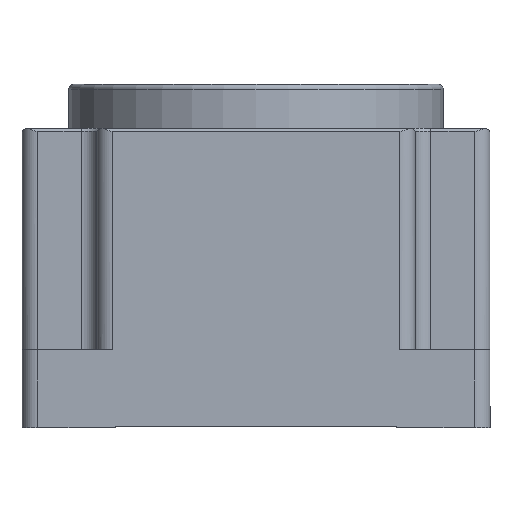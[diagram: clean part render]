
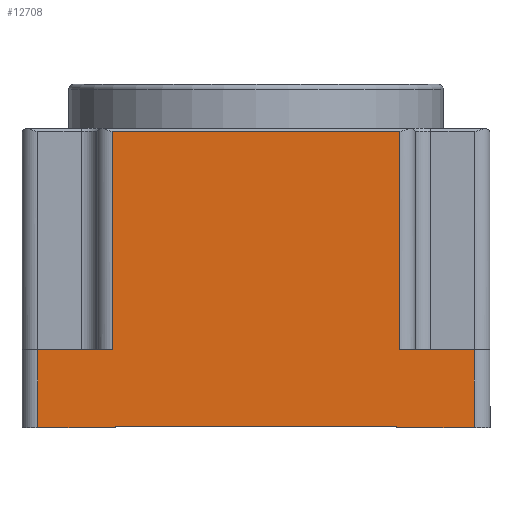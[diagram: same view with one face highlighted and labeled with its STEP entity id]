
A CAD part, left-side view. The second image highlights one B-rep face of the part: STEP entity #12708.
In plain terms, the highlighted planar face has unit normal (-1, 0, 0).
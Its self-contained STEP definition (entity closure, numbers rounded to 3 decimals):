
#17 = DIRECTION ( 'NONE',  ( 0., 0., -1. ) ) ;
#38 = DIRECTION ( 'NONE',  ( 1., 0., 0. ) ) ;
#62 = CARTESIAN_POINT ( 'NONE',  ( -75., -75., 96. ) ) ;
#91 = PLANE ( 'NONE',  #18508 ) ;
#110 = FACE_OUTER_BOUND ( 'NONE', #6560, .T. ) ;
#705 = ORIENTED_EDGE ( 'NONE', *, *, #1173, .T. ) ;
#1173 = EDGE_CURVE ( 'NONE', #32542, #12061, #35072, .T. ) ;
#1967 = CARTESIAN_POINT ( 'NONE',  ( -75., 46., 25. ) ) ;
#2013 = DIRECTION ( 'NONE',  ( 0., -1., 0. ) ) ;
#2058 = CARTESIAN_POINT ( 'NONE',  ( -75., -75., 25. ) ) ;
#2111 = LINE ( 'NONE', #2058, #12104 ) ;
#2774 = EDGE_CURVE ( 'NONE', #25122, #34115, #10091, .T. ) ;
#6131 = DIRECTION ( 'NONE',  ( 0., 1., 0. ) ) ;
#6192 = CARTESIAN_POINT ( 'NONE',  ( -75., -45., 0.5 ) ) ;
#6228 = LINE ( 'NONE', #6192, #18206 ) ;
#6560 = EDGE_LOOP ( 'NONE', ( #21063, #21170, #20581, #20325, #20188, #19703, #19614, #19480, #19448, #705, #32625, #28553 ) ) ;
#8583 = EDGE_CURVE ( 'NONE', #29560, #25122, #22942, .T. ) ;
#9101 = VECTOR ( 'NONE', #26337, 1000. ) ;
#10050 = DIRECTION ( 'NONE',  ( 0., 1., 0. ) ) ;
#10064 = CARTESIAN_POINT ( 'NONE',  ( -75., 51., 95. ) ) ;
#10091 = LINE ( 'NONE', #10064, #26834 ) ;
#10436 = EDGE_CURVE ( 'NONE', #32542, #25931, #36033, .T. ) ;
#10519 = CARTESIAN_POINT ( 'NONE',  ( -75., -70., 25. ) ) ;
#10782 = DIRECTION ( 'NONE',  ( 0., 0., -1. ) ) ;
#10818 = CARTESIAN_POINT ( 'NONE',  ( -75., -45., 0.5 ) ) ;
#10832 = LINE ( 'NONE', #10818, #17413 ) ;
#10870 = CARTESIAN_POINT ( 'NONE',  ( -75., 46., 95. ) ) ;
#10907 = VECTOR ( 'NONE', #34930, 1000. ) ;
#11025 = VERTEX_POINT ( 'NONE', #25674 ) ;
#11124 = CARTESIAN_POINT ( 'NONE',  ( -75., 70., 0. ) ) ;
#12061 = VERTEX_POINT ( 'NONE', #11124 ) ;
#12104 = VECTOR ( 'NONE', #2013, 1000. ) ;
#12582 = VECTOR ( 'NONE', #19551, 1000. ) ;
#12708 = ADVANCED_FACE ( 'NONE', ( #110 ), #91, .F. ) ;
#13690 = EDGE_CURVE ( 'NONE', #30724, #31278, #26358, .T. ) ;
#14111 = VECTOR ( 'NONE', #25457, 1000. ) ;
#14300 = CARTESIAN_POINT ( 'NONE',  ( -75., -46., 95. ) ) ;
#14493 = CARTESIAN_POINT ( 'NONE',  ( -75., -45., 0.5 ) ) ;
#14974 = CARTESIAN_POINT ( 'NONE',  ( -75., -70., 0. ) ) ;
#17413 = VECTOR ( 'NONE', #10782, 1000. ) ;
#18206 = VECTOR ( 'NONE', #6131, 1000. ) ;
#18508 = AXIS2_PLACEMENT_3D ( 'NONE', #62, #38, #17 ) ;
#19448 = ORIENTED_EDGE ( 'NONE', *, *, #10436, .F. ) ;
#19480 = ORIENTED_EDGE ( 'NONE', *, *, #21489, .T. ) ;
#19551 = DIRECTION ( 'NONE',  ( 0., 0., 1. ) ) ;
#19558 = CARTESIAN_POINT ( 'NONE',  ( -75., -70., 96. ) ) ;
#19589 = LINE ( 'NONE', #19558, #12582 ) ;
#19614 = ORIENTED_EDGE ( 'NONE', *, *, #2774, .T. ) ;
#19703 = ORIENTED_EDGE ( 'NONE', *, *, #8583, .T. ) ;
#20188 = ORIENTED_EDGE ( 'NONE', *, *, #23283, .F. ) ;
#20325 = ORIENTED_EDGE ( 'NONE', *, *, #33556, .T. ) ;
#20581 = ORIENTED_EDGE ( 'NONE', *, *, #13690, .T. ) ;
#20612 = CARTESIAN_POINT ( 'NONE',  ( -75., -45., 0. ) ) ;
#20907 = VECTOR ( 'NONE', #35964, 1000. ) ;
#21063 = ORIENTED_EDGE ( 'NONE', *, *, #28484, .F. ) ;
#21170 = ORIENTED_EDGE ( 'NONE', *, *, #34118, .T. ) ;
#21489 = EDGE_CURVE ( 'NONE', #34115, #25931, #30908, .T. ) ;
#22194 = VECTOR ( 'NONE', #30870, 1000. ) ;
#22919 = DIRECTION ( 'NONE',  ( 0., 0., 1. ) ) ;
#22929 = CARTESIAN_POINT ( 'NONE',  ( -75., -46., 96. ) ) ;
#22942 = LINE ( 'NONE', #22929, #23885 ) ;
#23283 = EDGE_CURVE ( 'NONE', #29560, #25395, #2111, .T. ) ;
#23885 = VECTOR ( 'NONE', #22919, 1000. ) ;
#24301 = DIRECTION ( 'NONE',  ( 0., 0., -1. ) ) ;
#24307 = CARTESIAN_POINT ( 'NONE',  ( -75., 45., 0.5 ) ) ;
#24319 = LINE ( 'NONE', #24307, #36199 ) ;
#25107 = VERTEX_POINT ( 'NONE', #14493 ) ;
#25122 = VERTEX_POINT ( 'NONE', #14300 ) ;
#25395 = VERTEX_POINT ( 'NONE', #10519 ) ;
#25457 = DIRECTION ( 'NONE',  ( 0., -1., 0. ) ) ;
#25525 = CARTESIAN_POINT ( 'NONE',  ( -75., -75., 0. ) ) ;
#25544 = LINE ( 'NONE', #25525, #14111 ) ;
#25674 = CARTESIAN_POINT ( 'NONE',  ( -75., 45., 0. ) ) ;
#25931 = VERTEX_POINT ( 'NONE', #1967 ) ;
#26337 = DIRECTION ( 'NONE',  ( 0., -1., 0. ) ) ;
#26345 = CARTESIAN_POINT ( 'NONE',  ( -75., -75., 0. ) ) ;
#26358 = LINE ( 'NONE', #26345, #9101 ) ;
#26834 = VECTOR ( 'NONE', #10050, 1000. ) ;
#27132 = EDGE_CURVE ( 'NONE', #35805, #11025, #24319, .T. ) ;
#28484 = EDGE_CURVE ( 'NONE', #25107, #35805, #6228, .T. ) ;
#28553 = ORIENTED_EDGE ( 'NONE', *, *, #27132, .F. ) ;
#29560 = VERTEX_POINT ( 'NONE', #31630 ) ;
#29847 = CARTESIAN_POINT ( 'NONE',  ( -75., 45., 0.5 ) ) ;
#30724 = VERTEX_POINT ( 'NONE', #20612 ) ;
#30870 = DIRECTION ( 'NONE',  ( 0., 0., -1. ) ) ;
#30903 = CARTESIAN_POINT ( 'NONE',  ( -75., 46., 96. ) ) ;
#30908 = LINE ( 'NONE', #30903, #22194 ) ;
#31278 = VERTEX_POINT ( 'NONE', #14974 ) ;
#31630 = CARTESIAN_POINT ( 'NONE',  ( -75., -46., 25. ) ) ;
#32542 = VERTEX_POINT ( 'NONE', #35102 ) ;
#32625 = ORIENTED_EDGE ( 'NONE', *, *, #36204, .T. ) ;
#33556 = EDGE_CURVE ( 'NONE', #31278, #25395, #19589, .T. ) ;
#34115 = VERTEX_POINT ( 'NONE', #10870 ) ;
#34118 = EDGE_CURVE ( 'NONE', #25107, #30724, #10832, .T. ) ;
#34930 = DIRECTION ( 'NONE',  ( 0., 0., -1. ) ) ;
#35016 = CARTESIAN_POINT ( 'NONE',  ( -75., 70., 96. ) ) ;
#35072 = LINE ( 'NONE', #35016, #10907 ) ;
#35102 = CARTESIAN_POINT ( 'NONE',  ( -75., 70., 25. ) ) ;
#35805 = VERTEX_POINT ( 'NONE', #29847 ) ;
#35964 = DIRECTION ( 'NONE',  ( 0., -1., 0. ) ) ;
#35994 = CARTESIAN_POINT ( 'NONE',  ( -75., -75., 25. ) ) ;
#36033 = LINE ( 'NONE', #35994, #20907 ) ;
#36199 = VECTOR ( 'NONE', #24301, 1000. ) ;
#36204 = EDGE_CURVE ( 'NONE', #12061, #11025, #25544, .T. ) ;
